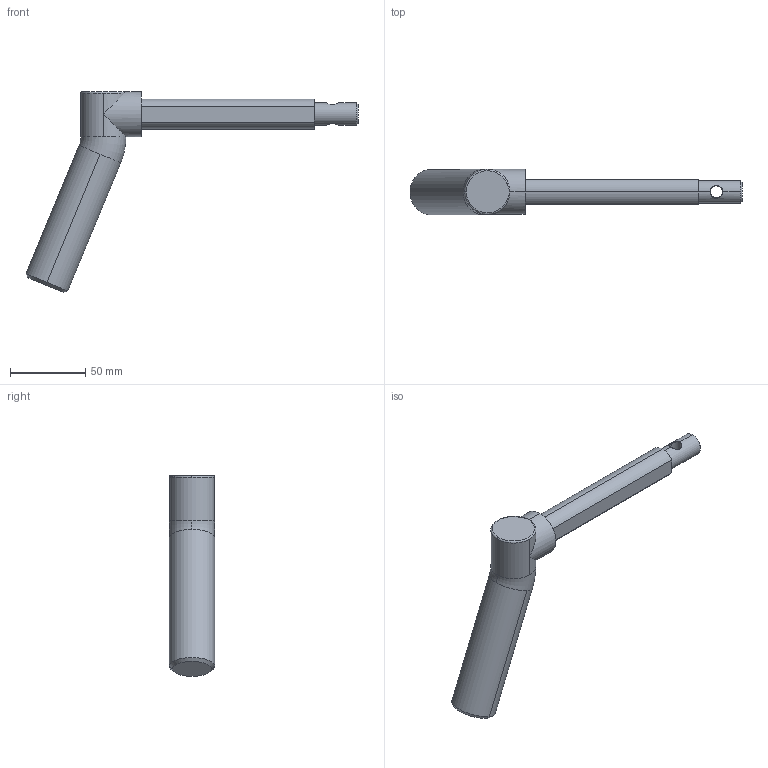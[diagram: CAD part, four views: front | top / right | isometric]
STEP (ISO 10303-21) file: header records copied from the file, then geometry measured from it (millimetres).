
FILE_DESCRIPTION(('STEP AP214'),'1');
FILE_NAME('tmp0.step','2021-03-06T13:39:26',(' '),(' '),'Spatial InterOp 3D',' ',' ');
FILE_SCHEMA(('AUTOMOTIVE_DESIGN { 1 0 10303 214 1 1 1 1 }'));
Length unit declared in the file: millimetre
Products named in the file (1): 1
Bounding box: 220.36 x 30 x 133.33 mm (x, y, z)
Volume: 142514.7 mm3; surface area: 23991.1 mm2
Topology: 1 solids, 1 shells, 38 faces, 93 edges, 55 vertices
Faces by surface type: cylinder 17, plane 7, bspline 6, torus 4, cone 4
Entity records: 3261 total; most frequent: CARTESIAN_POINT 2363, DIRECTION 186, ORIENTED_EDGE 182, EDGE_CURVE 91, AXIS2_PLACEMENT_3D 78, VERTEX_POINT 55, EDGE_LOOP 40, CIRCLE 39
